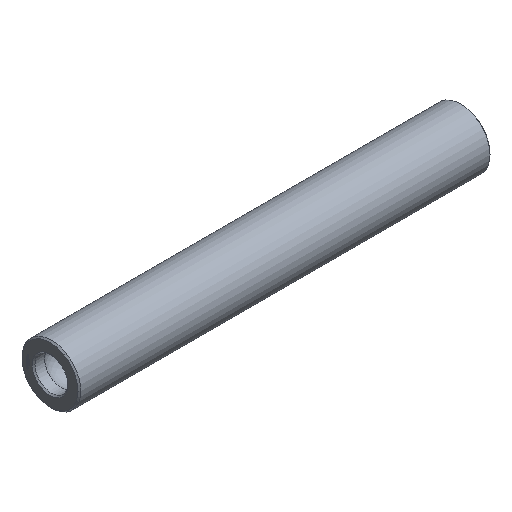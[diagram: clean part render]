
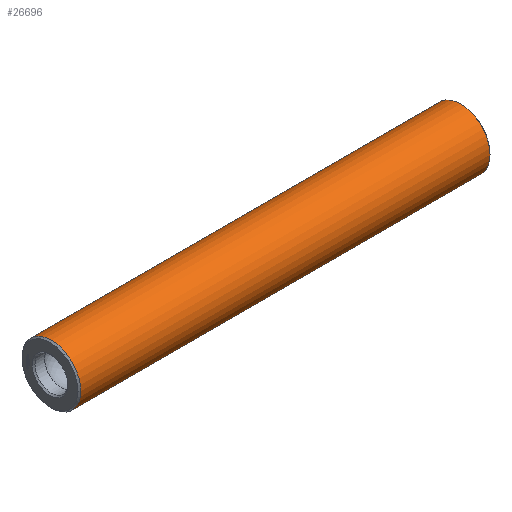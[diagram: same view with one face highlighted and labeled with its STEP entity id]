
A CAD part, isometric view. The second image highlights one B-rep face of the part: STEP entity #26696.
In plain terms, the highlighted cylindrical face has radius 6.25 mm (diameter 12.5 mm), a full revolution.
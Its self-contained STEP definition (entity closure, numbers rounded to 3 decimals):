
#126 = CONICAL_SURFACE('',#127,5.95,0.785);
#127 = AXIS2_PLACEMENT_3D('',#128,#129,#130);
#128 = CARTESIAN_POINT('',(-87.5,0.,0.));
#129 = DIRECTION('',(1.,0.,0.));
#130 = DIRECTION('',(0.,0.,1.));
#9909 = VERTEX_POINT('',#9910);
#9910 = CARTESIAN_POINT('',(-87.2,0.,6.25));
#9931 = EDGE_CURVE('',#9909,#9909,#9932,.T.);
#9932 = SURFACE_CURVE('',#9933,(#9938,#9945),.PCURVE_S1.);
#9933 = CIRCLE('',#9934,6.25);
#9934 = AXIS2_PLACEMENT_3D('',#9935,#9936,#9937);
#9935 = CARTESIAN_POINT('',(-87.2,0.,0.));
#9936 = DIRECTION('',(1.,0.,0.));
#9937 = DIRECTION('',(0.,0.,1.));
#9938 = PCURVE('',#126,#9939);
#9939 = DEFINITIONAL_REPRESENTATION('',(#9940),#9944);
#9940 = LINE('',#9941,#9942);
#9941 = CARTESIAN_POINT('',(0.,0.3));
#9942 = VECTOR('',#9943,1.);
#9943 = DIRECTION('',(1.,0.));
#9944 = ( GEOMETRIC_REPRESENTATION_CONTEXT(2) 
PARAMETRIC_REPRESENTATION_CONTEXT() REPRESENTATION_CONTEXT('2D SPACE',''
  ) );
#9945 = PCURVE('',#9946,#9951);
#9946 = CYLINDRICAL_SURFACE('',#9947,6.25);
#9947 = AXIS2_PLACEMENT_3D('',#9948,#9949,#9950);
#9948 = CARTESIAN_POINT('',(-87.2,0.,0.));
#9949 = DIRECTION('',(1.,0.,0.));
#9950 = DIRECTION('',(0.,0.,1.));
#9951 = DEFINITIONAL_REPRESENTATION('',(#9952),#9956);
#9952 = LINE('',#9953,#9954);
#9953 = CARTESIAN_POINT('',(0.,0.));
#9954 = VECTOR('',#9955,1.);
#9955 = DIRECTION('',(1.,0.));
#9956 = ( GEOMETRIC_REPRESENTATION_CONTEXT(2) 
PARAMETRIC_REPRESENTATION_CONTEXT() REPRESENTATION_CONTEXT('2D SPACE',''
  ) );
#26696 = ADVANCED_FACE('',(#26697),#9946,.T.);
#26697 = FACE_BOUND('',#26698,.T.);
#26698 = EDGE_LOOP('',(#26699,#26700,#26723,#26750));
#26699 = ORIENTED_EDGE('',*,*,#9931,.T.);
#26700 = ORIENTED_EDGE('',*,*,#26701,.T.);
#26701 = EDGE_CURVE('',#9909,#26702,#26704,.T.);
#26702 = VERTEX_POINT('',#26703);
#26703 = CARTESIAN_POINT('',(-0.3,0.,6.25));
#26704 = SEAM_CURVE('',#26705,(#26709,#26716),.PCURVE_S1.);
#26705 = LINE('',#26706,#26707);
#26706 = CARTESIAN_POINT('',(-87.2,0.,6.25));
#26707 = VECTOR('',#26708,1.);
#26708 = DIRECTION('',(1.,0.,0.));
#26709 = PCURVE('',#9946,#26710);
#26710 = DEFINITIONAL_REPRESENTATION('',(#26711),#26715);
#26711 = LINE('',#26712,#26713);
#26712 = CARTESIAN_POINT('',(0.,0.));
#26713 = VECTOR('',#26714,1.);
#26714 = DIRECTION('',(0.,1.));
#26715 = ( GEOMETRIC_REPRESENTATION_CONTEXT(2) 
PARAMETRIC_REPRESENTATION_CONTEXT() REPRESENTATION_CONTEXT('2D SPACE',''
  ) );
#26716 = PCURVE('',#9946,#26717);
#26717 = DEFINITIONAL_REPRESENTATION('',(#26718),#26722);
#26718 = LINE('',#26719,#26720);
#26719 = CARTESIAN_POINT('',(6.283,0.));
#26720 = VECTOR('',#26721,1.);
#26721 = DIRECTION('',(0.,1.));
#26722 = ( GEOMETRIC_REPRESENTATION_CONTEXT(2) 
PARAMETRIC_REPRESENTATION_CONTEXT() REPRESENTATION_CONTEXT('2D SPACE',''
  ) );
#26723 = ORIENTED_EDGE('',*,*,#26724,.F.);
#26724 = EDGE_CURVE('',#26702,#26702,#26725,.T.);
#26725 = SURFACE_CURVE('',#26726,(#26731,#26738),.PCURVE_S1.);
#26726 = CIRCLE('',#26727,6.25);
#26727 = AXIS2_PLACEMENT_3D('',#26728,#26729,#26730);
#26728 = CARTESIAN_POINT('',(-0.3,0.,0.));
#26729 = DIRECTION('',(1.,0.,0.));
#26730 = DIRECTION('',(0.,0.,1.));
#26731 = PCURVE('',#9946,#26732);
#26732 = DEFINITIONAL_REPRESENTATION('',(#26733),#26737);
#26733 = LINE('',#26734,#26735);
#26734 = CARTESIAN_POINT('',(0.,86.9));
#26735 = VECTOR('',#26736,1.);
#26736 = DIRECTION('',(1.,0.));
#26737 = ( GEOMETRIC_REPRESENTATION_CONTEXT(2) 
PARAMETRIC_REPRESENTATION_CONTEXT() REPRESENTATION_CONTEXT('2D SPACE',''
  ) );
#26738 = PCURVE('',#26739,#26744);
#26739 = CONICAL_SURFACE('',#26740,6.25,0.785);
#26740 = AXIS2_PLACEMENT_3D('',#26741,#26742,#26743);
#26741 = CARTESIAN_POINT('',(-0.3,0.,0.));
#26742 = DIRECTION('',(-1.,-0.,-0.));
#26743 = DIRECTION('',(0.,0.,1.));
#26744 = DEFINITIONAL_REPRESENTATION('',(#26745),#26749);
#26745 = LINE('',#26746,#26747);
#26746 = CARTESIAN_POINT('',(-0.,-0.));
#26747 = VECTOR('',#26748,1.);
#26748 = DIRECTION('',(-1.,-0.));
#26749 = ( GEOMETRIC_REPRESENTATION_CONTEXT(2) 
PARAMETRIC_REPRESENTATION_CONTEXT() REPRESENTATION_CONTEXT('2D SPACE',''
  ) );
#26750 = ORIENTED_EDGE('',*,*,#26701,.F.);
